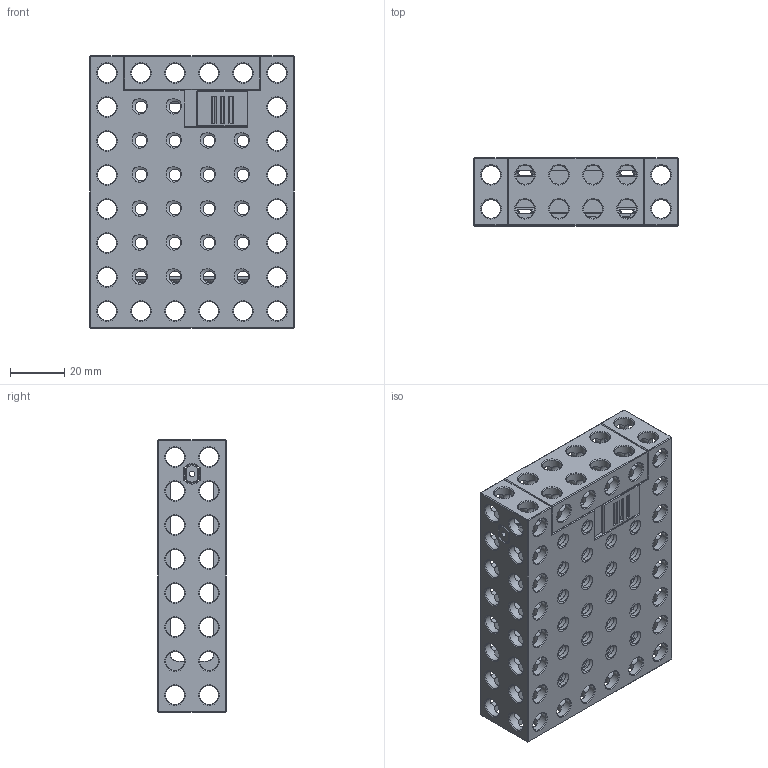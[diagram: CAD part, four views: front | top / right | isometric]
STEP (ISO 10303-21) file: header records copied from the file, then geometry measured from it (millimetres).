
FILE_DESCRIPTION(('FreeCAD Model'),'2;1');
FILE_NAME('Open CASCADE Shape Model','2024-04-01T13:16:51',(''),(''), 'Open CASCADE STEP processor 7.6','FreeCAD','Unknown');
FILE_SCHEMA(('AUTOMOTIVE_DESIGN { 1 0 10303 214 1 1 1 1 }'));
Length unit declared in the file: millimetre
Products named in the file (5): Unnamed; SPN-BTR-0001 Enclosure; SPN-BTR-0001 Locking Shaft; SPN-BTR-0001 Switch Button; SPN-BTR-0001 Top Cap
Assembly tree (4 placements, depth 2):
  Unnamed
    SPN-BTR-0001 Enclosure
    SPN-BTR-0001 Locking Shaft
    SPN-BTR-0001 Switch Button
    SPN-BTR-0001 Top Cap
Bounding box: 75 x 25 x 100 mm (x, y, z)
Volume: 10716.7 mm3; surface area: 61421.1 mm2
Topology: 3 solids, 4 shells, 2221 faces, 6745 edges, 4326 vertices
Faces by surface type: plane 903, bspline 554, cylinder 324, extrusion 268, cone 172
Full cylindrical faces by diameter (mm): 2 x70, 7 x212
Entity records: 175130 total; most frequent: CARTESIAN_POINT 118283, ORIENTED_EDGE 13402, DIRECTION 9369, EDGE_CURVE 6745, VERTEX_POINT 4326, VECTOR 3193, AXIS2_PLACEMENT_3D 3088, LINE 2925
